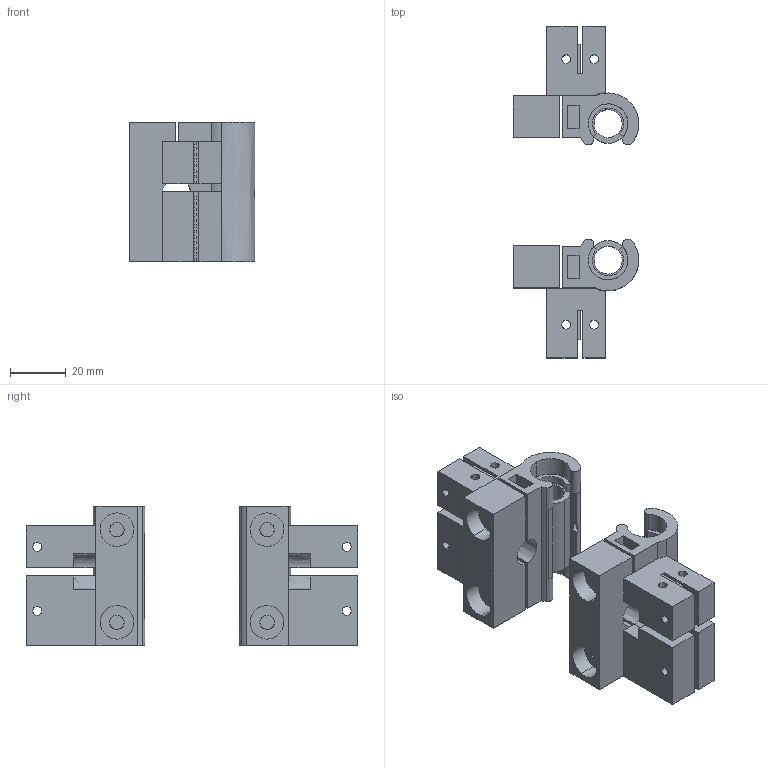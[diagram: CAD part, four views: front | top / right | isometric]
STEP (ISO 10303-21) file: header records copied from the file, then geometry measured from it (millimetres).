
FILE_DESCRIPTION(/* description */ (''),/* implementation_level */ '2;1');
FILE_NAME(/* name */ '151007~1',/* time_stamp */ '2015-10-07T23:30:37-07:00',/* author */ (''),/* organization */ (''),/* preprocessor_version */ 'ST-DEVELOPER v15',/* originating_system */ '',/* authorisation */ '');
FILE_SCHEMA (('AUTOMOTIVE_DESIGN'));
Length unit declared in the file: millimetre
Products named in the file (1): Document
Bounding box: 45 x 118.87 x 50.02 mm (x, y, z)
Volume: 84497.5 mm3; surface area: 43286.2 mm2
Topology: 8 solids, 8 shells, 428 faces, 1198 edges, 790 vertices
Faces by surface type: plane 282, bspline 146
Entity records: 14664 total; most frequent: CARTESIAN_POINT 7106, ORIENTED_EDGE 2396, EDGE_CURVE 1198, B_SPLINE_CURVE_WITH_KNOTS 856, VERTEX_POINT 790, EDGE_LOOP 488, ADVANCED_FACE 428, FACE_OUTER_BOUND 428
